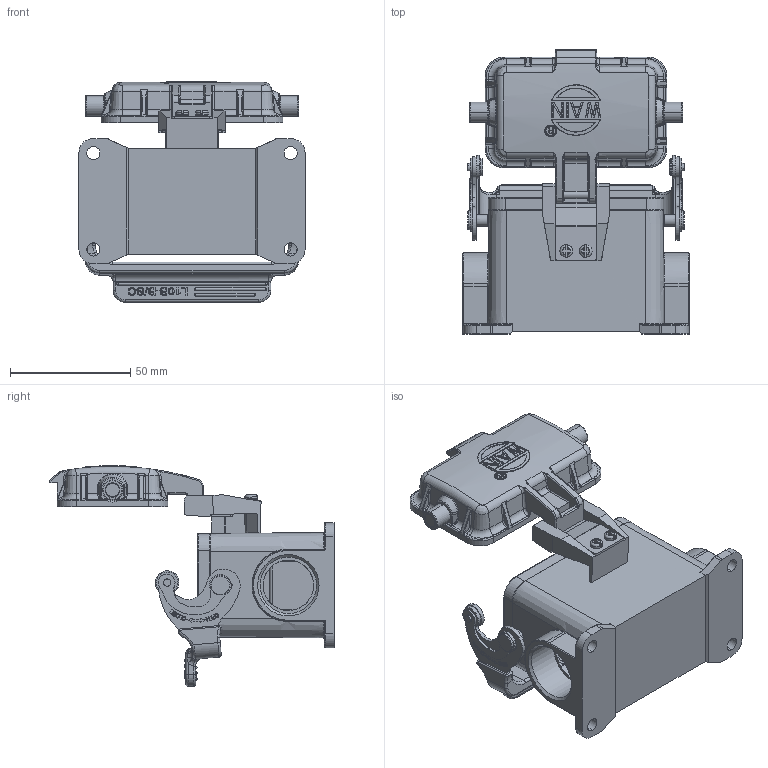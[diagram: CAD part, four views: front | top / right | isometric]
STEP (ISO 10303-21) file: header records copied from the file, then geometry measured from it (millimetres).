
FILE_DESCRIPTION(/* description */ (''),/* implementation_level */ '2;1');
FILE_NAME(/* name */ '3D_1240102611103_HV10B-SF-1L_SC-MCV-M25_V1.1.stp',/* time_stamp */ '2023-12-06T09:59:35+08:00',/* author */ (''),/* organization */ (''),/* preprocessor_version */ 'ST-DEVELOPER v18.1',/* originating_system */ 'SIEMENS PLM Software NX 1980',/* authorisation */ '');
FILE_SCHEMA (('AUTOMOTIVE_DESIGN { 1 0 10303 214 3 1 1 1 }'));
Products named in the file (1): 145909B0FC6881ao
Bounding box: 94 x 118.07 x 91.67 mm (x, y, z)
Volume: 107562.7 mm3; surface area: 64784.7 mm2
Topology: 3 solids, 19 shells, 2357 faces, 6179 edges, 3930 vertices
Faces by surface type: cylinder 1033, plane 796, torus 280, bspline 103, cone 67, extrusion 42, sphere 36
Full cylindrical faces by diameter (mm): 21 x1, 23.5 x1
Entity records: 101352 total; most frequent: CARTESIAN_POINT 44816, ORIENTED_EDGE 12282, DIRECTION 9665, EDGE_CURVE 6141, VERTEX_POINT 3926, AXIS2_PLACEMENT_3D 3676, EDGE_LOOP 2501, B_SPLINE_CURVE_WITH_KNOTS 2408
